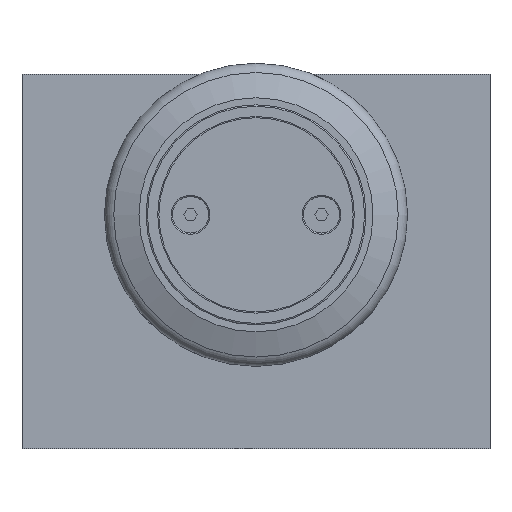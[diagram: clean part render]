
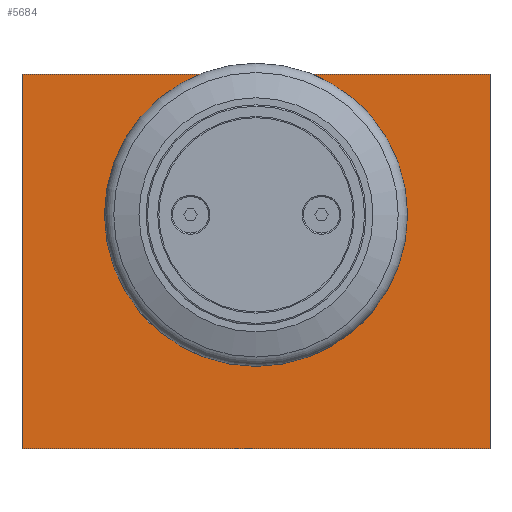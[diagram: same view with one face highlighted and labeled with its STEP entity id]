
A CAD part, front view. The second image highlights one B-rep face of the part: STEP entity #5684.
In plain terms, the highlighted planar face has unit normal (0, -1, 0).
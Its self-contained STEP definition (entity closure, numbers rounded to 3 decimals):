
#29=PLANE('',#6047);
#213=FACE_BOUND('',#614,.T.);
#298=FACE_OUTER_BOUND('',#613,.T.);
#613=EDGE_LOOP('',(#3795,#3796,#3797,#3798));
#614=EDGE_LOOP('',(#3799));
#956=CIRCLE('',#6024,20.5);
#1649=LINE('',#9513,#1923);
#1650=LINE('',#9515,#1924);
#1651=LINE('',#9517,#1925);
#1652=LINE('',#9518,#1926);
#1923=VECTOR('',#7133,10.);
#1924=VECTOR('',#7134,10.);
#1925=VECTOR('',#7135,10.);
#1926=VECTOR('',#7136,10.);
#2183=VERTEX_POINT('',#9416);
#2215=VERTEX_POINT('',#9511);
#2216=VERTEX_POINT('',#9512);
#2217=VERTEX_POINT('',#9514);
#2218=VERTEX_POINT('',#9516);
#2742=EDGE_CURVE('',#2183,#2183,#956,.T.);
#2787=EDGE_CURVE('',#2215,#2216,#1649,.T.);
#2788=EDGE_CURVE('',#2217,#2216,#1650,.T.);
#2789=EDGE_CURVE('',#2218,#2217,#1651,.T.);
#2790=EDGE_CURVE('',#2218,#2215,#1652,.T.);
#3795=ORIENTED_EDGE('',*,*,#2787,.T.);
#3796=ORIENTED_EDGE('',*,*,#2788,.F.);
#3797=ORIENTED_EDGE('',*,*,#2789,.F.);
#3798=ORIENTED_EDGE('',*,*,#2790,.T.);
#3799=ORIENTED_EDGE('',*,*,#2742,.T.);
#5684=ADVANCED_FACE('',(#298,#213),#29,.T.);
#6024=AXIS2_PLACEMENT_3D('',#9418,#7047,#7048);
#6047=AXIS2_PLACEMENT_3D('',#9510,#7131,#7132);
#7047=DIRECTION('center_axis',(0.,1.,0.));
#7048=DIRECTION('ref_axis',(-1.,0.,0.));
#7131=DIRECTION('center_axis',(0.,-1.,0.));
#7132=DIRECTION('ref_axis',(0.,0.,-1.));
#7133=DIRECTION('',(0.,0.,1.));
#7134=DIRECTION('',(1.,0.,0.));
#7135=DIRECTION('',(0.,0.,1.));
#7136=DIRECTION('',(1.,0.,0.));
#9416=CARTESIAN_POINT('',(70.5,0.,50.));
#9418=CARTESIAN_POINT('Origin',(50.,0.,50.));
#9510=CARTESIAN_POINT('Origin',(0.,0.,0.));
#9511=CARTESIAN_POINT('',(100.,0.,0.));
#9512=CARTESIAN_POINT('',(100.,0.,80.));
#9513=CARTESIAN_POINT('',(100.,0.,0.));
#9514=CARTESIAN_POINT('',(0.,0.,80.));
#9515=CARTESIAN_POINT('',(0.,0.,80.));
#9516=CARTESIAN_POINT('',(0.,0.,0.));
#9517=CARTESIAN_POINT('',(0.,0.,0.));
#9518=CARTESIAN_POINT('',(0.,0.,0.));
